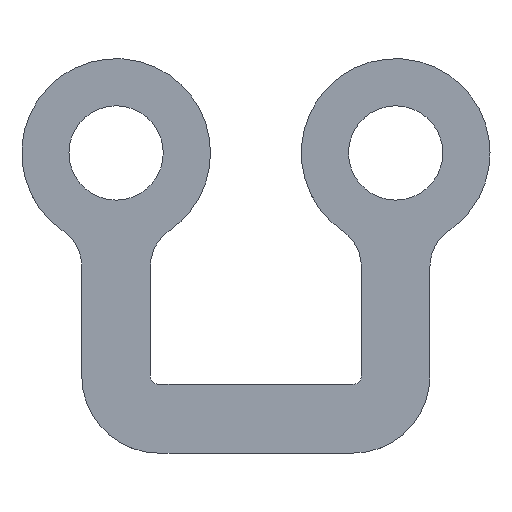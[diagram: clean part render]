
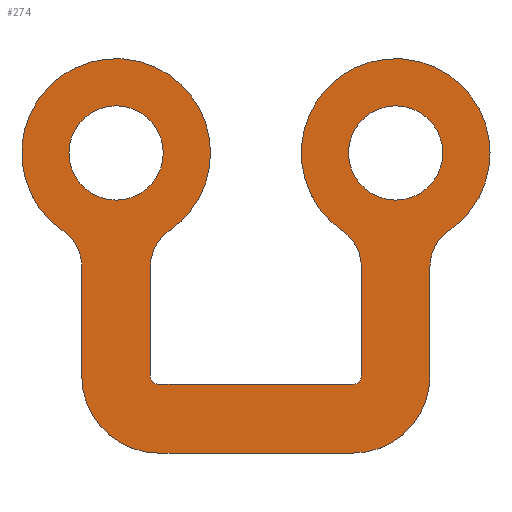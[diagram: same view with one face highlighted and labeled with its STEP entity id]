
A CAD part, top view. The second image highlights one B-rep face of the part: STEP entity #274.
In plain terms, the highlighted planar face has unit normal (0, 0, 1).
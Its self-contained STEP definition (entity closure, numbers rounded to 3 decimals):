
#48=AXIS2_PLACEMENT_3D('Circle Axis2P3D',#46,#47,$) ;
#106=AXIS2_PLACEMENT_3D('Plane Axis2P3D',#103,#104,#105) ;
#110=AXIS2_PLACEMENT_3D('Circle Axis2P3D',#108,#109,$) ;
#124=AXIS2_PLACEMENT_3D('Circle Axis2P3D',#122,#123,$) ;
#131=AXIS2_PLACEMENT_3D('Circle Axis2P3D',#129,#130,$) ;
#138=AXIS2_PLACEMENT_3D('Circle Axis2P3D',#136,#137,$) ;
#145=AXIS2_PLACEMENT_3D('Circle Axis2P3D',#143,#144,$) ;
#159=AXIS2_PLACEMENT_3D('Circle Axis2P3D',#157,#158,$) ;
#173=AXIS2_PLACEMENT_3D('Circle Axis2P3D',#171,#172,$) ;
#187=AXIS2_PLACEMENT_3D('Circle Axis2P3D',#185,#186,$) ;
#194=AXIS2_PLACEMENT_3D('Circle Axis2P3D',#192,#193,$) ;
#201=AXIS2_PLACEMENT_3D('Circle Axis2P3D',#199,#200,$) ;
#208=AXIS2_PLACEMENT_3D('Circle Axis2P3D',#206,#207,$) ;
#240=AXIS2_PLACEMENT_3D('Circle Axis2P3D',#238,#239,$) ;
#249=AXIS2_PLACEMENT_3D('Circle Axis2P3D',#247,#248,$) ;
#258=AXIS2_PLACEMENT_3D('Circle Axis2P3D',#256,#257,$) ;
#267=AXIS2_PLACEMENT_3D('Circle Axis2P3D',#265,#266,$) ;
#41=CARTESIAN_POINT('Vertex',(8.,0.,1.)) ;
#46=CARTESIAN_POINT('Axis2P3D Location',(8.,4.5,1.)) ;
#50=CARTESIAN_POINT('Vertex',(3.5,4.5,1.)) ;
#81=CARTESIAN_POINT('Vertex',(19.3,0.,1.)) ;
#86=CARTESIAN_POINT('Line Origine',(13.65,0.,1.)) ;
#103=CARTESIAN_POINT('Axis2P3D Location',(0.,0.,1.)) ;
#108=CARTESIAN_POINT('Axis2P3D Location',(19.3,4.5,1.)) ;
#112=CARTESIAN_POINT('Vertex',(23.8,4.5,1.)) ;
#115=CARTESIAN_POINT('Line Origine',(23.8,7.693,1.)) ;
#119=CARTESIAN_POINT('Vertex',(23.8,10.886,1.)) ;
#122=CARTESIAN_POINT('Axis2P3D Location',(26.3,10.886,1.)) ;
#126=CARTESIAN_POINT('Vertex',(24.894,12.953,1.)) ;
#129=CARTESIAN_POINT('Axis2P3D Location',(21.8,17.5,1.)) ;
#133=CARTESIAN_POINT('Vertex',(24.894,22.047,1.)) ;
#136=CARTESIAN_POINT('Axis2P3D Location',(21.8,17.5,1.)) ;
#140=CARTESIAN_POINT('Vertex',(18.706,12.953,1.)) ;
#143=CARTESIAN_POINT('Axis2P3D Location',(17.3,10.886,1.)) ;
#147=CARTESIAN_POINT('Vertex',(19.8,10.886,1.)) ;
#150=CARTESIAN_POINT('Line Origine',(19.8,7.693,1.)) ;
#154=CARTESIAN_POINT('Vertex',(19.8,4.5,1.)) ;
#157=CARTESIAN_POINT('Axis2P3D Location',(19.3,4.5,1.)) ;
#161=CARTESIAN_POINT('Vertex',(19.3,4.,1.)) ;
#164=CARTESIAN_POINT('Line Origine',(13.65,4.,1.)) ;
#168=CARTESIAN_POINT('Vertex',(8.,4.,1.)) ;
#171=CARTESIAN_POINT('Axis2P3D Location',(8.,4.5,1.)) ;
#175=CARTESIAN_POINT('Vertex',(7.5,4.5,1.)) ;
#178=CARTESIAN_POINT('Line Origine',(7.5,7.693,1.)) ;
#182=CARTESIAN_POINT('Vertex',(7.5,10.886,1.)) ;
#185=CARTESIAN_POINT('Axis2P3D Location',(10.,10.886,1.)) ;
#189=CARTESIAN_POINT('Vertex',(8.594,12.953,1.)) ;
#192=CARTESIAN_POINT('Axis2P3D Location',(5.5,17.5,1.)) ;
#196=CARTESIAN_POINT('Vertex',(8.594,22.047,1.)) ;
#199=CARTESIAN_POINT('Axis2P3D Location',(5.5,17.5,1.)) ;
#203=CARTESIAN_POINT('Vertex',(2.406,12.953,1.)) ;
#206=CARTESIAN_POINT('Axis2P3D Location',(1.,10.886,1.)) ;
#210=CARTESIAN_POINT('Vertex',(3.5,10.886,1.)) ;
#213=CARTESIAN_POINT('Line Origine',(3.5,7.693,1.)) ;
#238=CARTESIAN_POINT('Axis2P3D Location',(5.5,17.5,1.)) ;
#242=CARTESIAN_POINT('Vertex',(8.25,17.5,1.)) ;
#244=CARTESIAN_POINT('Vertex',(2.75,17.5,1.)) ;
#247=CARTESIAN_POINT('Axis2P3D Location',(5.5,17.5,1.)) ;
#256=CARTESIAN_POINT('Axis2P3D Location',(21.8,17.5,1.)) ;
#260=CARTESIAN_POINT('Vertex',(24.55,17.5,1.)) ;
#262=CARTESIAN_POINT('Vertex',(19.05,17.5,1.)) ;
#265=CARTESIAN_POINT('Axis2P3D Location',(21.8,17.5,1.)) ;
#47=DIRECTION('Axis2P3D Direction',(-0.,0.,-1.)) ;
#87=DIRECTION('Vector Direction',(1.,0.,0.)) ;
#104=DIRECTION('Axis2P3D Direction',(0.,0.,-1.)) ;
#105=DIRECTION('Axis2P3D XDirection',(0.,1.,0.)) ;
#109=DIRECTION('Axis2P3D Direction',(0.,0.,-1.)) ;
#116=DIRECTION('Vector Direction',(0.,-1.,0.)) ;
#123=DIRECTION('Axis2P3D Direction',(0.,0.,-1.)) ;
#130=DIRECTION('Axis2P3D Direction',(0.,0.,-1.)) ;
#137=DIRECTION('Axis2P3D Direction',(0.,0.,-1.)) ;
#144=DIRECTION('Axis2P3D Direction',(0.,0.,-1.)) ;
#151=DIRECTION('Vector Direction',(0.,-1.,0.)) ;
#158=DIRECTION('Axis2P3D Direction',(0.,0.,-1.)) ;
#165=DIRECTION('Vector Direction',(1.,0.,0.)) ;
#172=DIRECTION('Axis2P3D Direction',(0.,0.,-1.)) ;
#179=DIRECTION('Vector Direction',(0.,-1.,0.)) ;
#186=DIRECTION('Axis2P3D Direction',(0.,0.,-1.)) ;
#193=DIRECTION('Axis2P3D Direction',(0.,0.,-1.)) ;
#200=DIRECTION('Axis2P3D Direction',(0.,0.,-1.)) ;
#207=DIRECTION('Axis2P3D Direction',(0.,0.,-1.)) ;
#214=DIRECTION('Vector Direction',(0.,-1.,0.)) ;
#239=DIRECTION('Axis2P3D Direction',(0.,0.,-1.)) ;
#248=DIRECTION('Axis2P3D Direction',(0.,0.,-1.)) ;
#257=DIRECTION('Axis2P3D Direction',(0.,0.,-1.)) ;
#266=DIRECTION('Axis2P3D Direction',(0.,0.,-1.)) ;
#88=VECTOR('Line Direction',#87,1.) ;
#117=VECTOR('Line Direction',#116,1.) ;
#152=VECTOR('Line Direction',#151,1.) ;
#166=VECTOR('Line Direction',#165,1.) ;
#180=VECTOR('Line Direction',#179,1.) ;
#215=VECTOR('Line Direction',#214,1.) ;
#219=ORIENTED_EDGE('',*,*,#90,.F.) ;
#220=ORIENTED_EDGE('',*,*,#114,.F.) ;
#221=ORIENTED_EDGE('',*,*,#121,.F.) ;
#222=ORIENTED_EDGE('',*,*,#128,.F.) ;
#223=ORIENTED_EDGE('',*,*,#135,.F.) ;
#224=ORIENTED_EDGE('',*,*,#142,.F.) ;
#225=ORIENTED_EDGE('',*,*,#149,.F.) ;
#226=ORIENTED_EDGE('',*,*,#156,.F.) ;
#227=ORIENTED_EDGE('',*,*,#163,.F.) ;
#228=ORIENTED_EDGE('',*,*,#170,.F.) ;
#229=ORIENTED_EDGE('',*,*,#177,.F.) ;
#230=ORIENTED_EDGE('',*,*,#184,.F.) ;
#231=ORIENTED_EDGE('',*,*,#191,.F.) ;
#232=ORIENTED_EDGE('',*,*,#198,.F.) ;
#233=ORIENTED_EDGE('',*,*,#205,.F.) ;
#234=ORIENTED_EDGE('',*,*,#212,.F.) ;
#235=ORIENTED_EDGE('',*,*,#217,.F.) ;
#236=ORIENTED_EDGE('',*,*,#52,.F.) ;
#253=ORIENTED_EDGE('',*,*,#246,.T.) ;
#254=ORIENTED_EDGE('',*,*,#251,.T.) ;
#271=ORIENTED_EDGE('',*,*,#264,.T.) ;
#272=ORIENTED_EDGE('',*,*,#269,.T.) ;
#255=FACE_BOUND('',#252,.T.) ;
#273=FACE_BOUND('',#270,.T.) ;
#274=ADVANCED_FACE('V1',(#237,#255,#273),#107,.F.) ;
#49=CIRCLE('generated circle',#48,4.5) ;
#111=CIRCLE('generated circle',#110,4.5) ;
#125=CIRCLE('generated circle',#124,2.5) ;
#132=CIRCLE('generated circle',#131,5.5) ;
#139=CIRCLE('generated circle',#138,5.5) ;
#146=CIRCLE('generated circle',#145,2.5) ;
#160=CIRCLE('generated circle',#159,0.5) ;
#174=CIRCLE('generated circle',#173,0.5) ;
#188=CIRCLE('generated circle',#187,2.5) ;
#195=CIRCLE('generated circle',#194,5.5) ;
#202=CIRCLE('generated circle',#201,5.5) ;
#209=CIRCLE('generated circle',#208,2.5) ;
#241=CIRCLE('generated circle',#240,2.75) ;
#250=CIRCLE('generated circle',#249,2.75) ;
#259=CIRCLE('generated circle',#258,2.75) ;
#268=CIRCLE('generated circle',#267,2.75) ;
#52=EDGE_CURVE('',#42,#51,#49,.T.) ;
#90=EDGE_CURVE('',#82,#42,#89,.F.) ;
#114=EDGE_CURVE('',#113,#82,#111,.T.) ;
#121=EDGE_CURVE('',#120,#113,#118,.T.) ;
#128=EDGE_CURVE('',#127,#120,#125,.F.) ;
#135=EDGE_CURVE('',#134,#127,#132,.T.) ;
#142=EDGE_CURVE('',#141,#134,#139,.T.) ;
#149=EDGE_CURVE('',#148,#141,#146,.F.) ;
#156=EDGE_CURVE('',#155,#148,#153,.F.) ;
#163=EDGE_CURVE('',#162,#155,#160,.F.) ;
#170=EDGE_CURVE('',#169,#162,#167,.T.) ;
#177=EDGE_CURVE('',#176,#169,#174,.F.) ;
#184=EDGE_CURVE('',#183,#176,#181,.T.) ;
#191=EDGE_CURVE('',#190,#183,#188,.F.) ;
#198=EDGE_CURVE('',#197,#190,#195,.T.) ;
#205=EDGE_CURVE('',#204,#197,#202,.T.) ;
#212=EDGE_CURVE('',#211,#204,#209,.F.) ;
#217=EDGE_CURVE('',#51,#211,#216,.F.) ;
#246=EDGE_CURVE('',#243,#245,#241,.T.) ;
#251=EDGE_CURVE('',#245,#243,#250,.T.) ;
#264=EDGE_CURVE('',#261,#263,#259,.T.) ;
#269=EDGE_CURVE('',#263,#261,#268,.T.) ;
#218=EDGE_LOOP('',(#219,#220,#221,#222,#223,#224,#225,#226,#227,#228,#229,#230,#231,#232,#233,#234,#235,#236)) ;
#252=EDGE_LOOP('',(#253,#254)) ;
#270=EDGE_LOOP('',(#271,#272)) ;
#237=FACE_OUTER_BOUND('',#218,.T.) ;
#89=LINE('Line',#86,#88) ;
#118=LINE('Line',#115,#117) ;
#153=LINE('Line',#150,#152) ;
#167=LINE('Line',#164,#166) ;
#181=LINE('Line',#178,#180) ;
#216=LINE('Line',#213,#215) ;
#107=PLANE('',#106) ;
#42=VERTEX_POINT('',#41) ;
#51=VERTEX_POINT('',#50) ;
#82=VERTEX_POINT('',#81) ;
#113=VERTEX_POINT('',#112) ;
#120=VERTEX_POINT('',#119) ;
#127=VERTEX_POINT('',#126) ;
#134=VERTEX_POINT('',#133) ;
#141=VERTEX_POINT('',#140) ;
#148=VERTEX_POINT('',#147) ;
#155=VERTEX_POINT('',#154) ;
#162=VERTEX_POINT('',#161) ;
#169=VERTEX_POINT('',#168) ;
#176=VERTEX_POINT('',#175) ;
#183=VERTEX_POINT('',#182) ;
#190=VERTEX_POINT('',#189) ;
#197=VERTEX_POINT('',#196) ;
#204=VERTEX_POINT('',#203) ;
#211=VERTEX_POINT('',#210) ;
#243=VERTEX_POINT('',#242) ;
#245=VERTEX_POINT('',#244) ;
#261=VERTEX_POINT('',#260) ;
#263=VERTEX_POINT('',#262) ;
